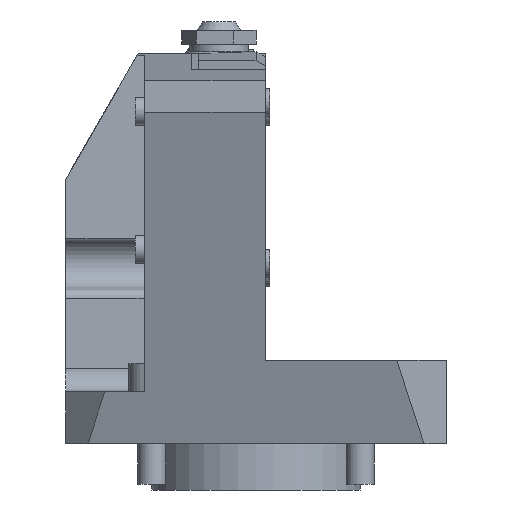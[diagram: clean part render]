
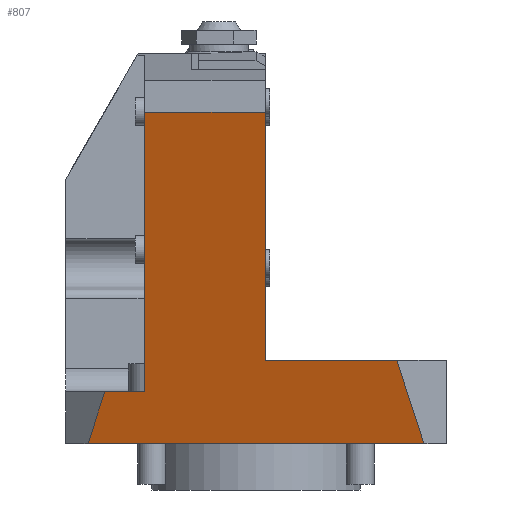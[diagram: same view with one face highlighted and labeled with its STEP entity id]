
A CAD part, front view. The second image highlights one B-rep face of the part: STEP entity #807.
In plain terms, the highlighted planar face has unit normal (0, -0.951, -0.309).
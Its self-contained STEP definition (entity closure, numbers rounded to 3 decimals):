
#110=LINE('',#4146,#385);
#132=LINE('',#4204,#407);
#173=LINE('',#4309,#448);
#198=LINE('',#4377,#473);
#199=LINE('',#4379,#474);
#200=LINE('',#4380,#475);
#201=LINE('',#4381,#476);
#202=LINE('',#4383,#477);
#385=VECTOR('',#3326,1.);
#407=VECTOR('',#3364,1.);
#448=VECTOR('',#3437,1.);
#473=VECTOR('',#3490,1.);
#474=VECTOR('',#3491,1.);
#475=VECTOR('',#3492,1.);
#476=VECTOR('',#3493,1.);
#477=VECTOR('',#3494,1.);
#807=ADVANCED_FACE('',(#1087),#973,.F.);
#973=PLANE('',#3039);
#1087=FACE_OUTER_BOUND('',#1223,.T.);
#1223=EDGE_LOOP('',(#1567,#1568,#1569,#1570,#1571,#1572,#1573,#1574));
#1567=ORIENTED_EDGE('',*,*,#2606,.F.);
#1568=ORIENTED_EDGE('',*,*,#2607,.T.);
#1569=ORIENTED_EDGE('',*,*,#2571,.T.);
#1570=ORIENTED_EDGE('',*,*,#2608,.F.);
#1571=ORIENTED_EDGE('',*,*,#2520,.T.);
#1572=ORIENTED_EDGE('',*,*,#2609,.T.);
#1573=ORIENTED_EDGE('',*,*,#2610,.F.);
#1574=ORIENTED_EDGE('',*,*,#2492,.T.);
#2216=VERTEX_POINT('',#4144);
#2218=VERTEX_POINT('',#4147);
#2245=VERTEX_POINT('',#4203);
#2246=VERTEX_POINT('',#4205);
#2289=VERTEX_POINT('',#4308);
#2290=VERTEX_POINT('',#4310);
#2319=VERTEX_POINT('',#4378);
#2320=VERTEX_POINT('',#4382);
#2492=EDGE_CURVE('',#2218,#2216,#110,.T.);
#2520=EDGE_CURVE('',#2246,#2245,#132,.T.);
#2571=EDGE_CURVE('',#2290,#2289,#173,.T.);
#2606=EDGE_CURVE('',#2319,#2216,#198,.T.);
#2607=EDGE_CURVE('',#2319,#2290,#199,.T.);
#2608=EDGE_CURVE('',#2246,#2289,#200,.T.);
#2609=EDGE_CURVE('',#2245,#2320,#201,.T.);
#2610=EDGE_CURVE('',#2218,#2320,#202,.T.);
#3039=AXIS2_PLACEMENT_3D('',#4384,#3495,#3496);
#3326=DIRECTION('',(1.,0.,0.));
#3364=DIRECTION('',(0.,0.309,-0.951));
#3437=DIRECTION('',(0.,-0.309,0.951));
#3490=DIRECTION('',(0.295,0.295,-0.909));
#3491=DIRECTION('',(-1.,0.,0.));
#3492=DIRECTION('',(1.,0.,0.));
#3493=DIRECTION('',(-1.,0.,0.));
#3494=DIRECTION('',(0.295,-0.295,0.909));
#3495=DIRECTION('',(0.,0.951,0.309));
#3496=DIRECTION('',(0.,-0.309,0.951));
#4144=CARTESIAN_POINT('',(36.2,-36.8,0.));
#4146=CARTESIAN_POINT('',(-41.,-36.8,0.));
#4147=CARTESIAN_POINT('',(-36.2,-36.8,0.));
#4203=CARTESIAN_POINT('',(-24.,-40.439,11.2));
#4204=CARTESIAN_POINT('',(-24.,-36.8,0.));
#4205=CARTESIAN_POINT('',(-24.,-60.,71.402));
#4308=CARTESIAN_POINT('',(2.,-60.,71.402));
#4309=CARTESIAN_POINT('',(2.,-36.8,0.));
#4310=CARTESIAN_POINT('',(2.,-42.649,18.));
#4377=CARTESIAN_POINT('',(29.471,-43.529,20.711));
#4378=CARTESIAN_POINT('',(30.351,-42.649,18.));
#4379=CARTESIAN_POINT('',(-41.,-42.649,18.));
#4380=CARTESIAN_POINT('',(-41.,-60.,71.402));
#4381=CARTESIAN_POINT('',(-41.,-40.439,11.2));
#4382=CARTESIAN_POINT('',(-32.561,-40.439,11.2));
#4383=CARTESIAN_POINT('',(-36.618,-36.382,-1.288));
#4384=CARTESIAN_POINT('',(-41.,-36.8,0.));
